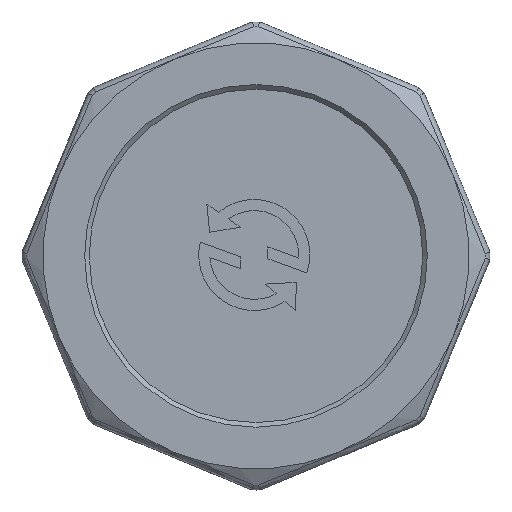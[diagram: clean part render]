
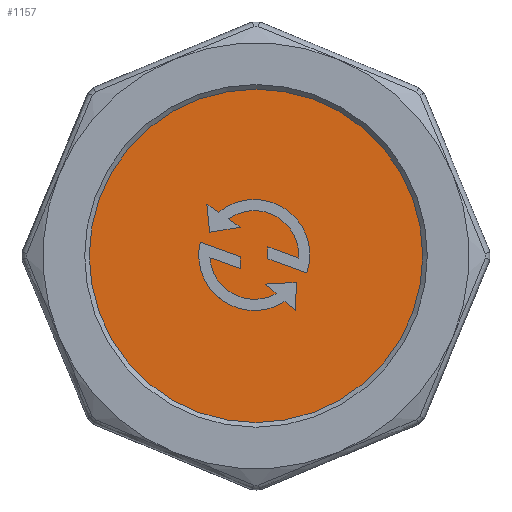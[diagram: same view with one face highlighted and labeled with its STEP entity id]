
A CAD part, top view. The second image highlights one B-rep face of the part: STEP entity #1157.
In plain terms, the highlighted planar face has unit normal (0, 0, 1).
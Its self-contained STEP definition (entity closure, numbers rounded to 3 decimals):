
#21=FACE_BOUND('',#345,.T.);
#22=FACE_BOUND('',#346,.T.);
#55=PLANE('',#1259);
#71=LINE('',#2579,#133);
#75=LINE('',#2587,#137);
#78=LINE('',#2593,#140);
#82=LINE('',#2605,#144);
#85=LINE('',#2611,#147);
#88=LINE('',#2617,#150);
#92=LINE('',#2628,#154);
#94=LINE('',#2634,#156);
#98=LINE('',#2642,#160);
#101=LINE('',#2648,#163);
#105=LINE('',#2660,#167);
#108=LINE('',#2666,#170);
#111=LINE('',#2672,#173);
#114=LINE('',#2678,#176);
#133=VECTOR('',#1409,3.336);
#137=VECTOR('',#1415,3.054);
#140=VECTOR('',#1420,1.556);
#144=VECTOR('',#1432,4.476);
#147=VECTOR('',#1437,1.287);
#150=VECTOR('',#1442,3.52);
#154=VECTOR('',#1454,1.555);
#156=VECTOR('',#1460,4.613);
#160=VECTOR('',#1466,1.287);
#163=VECTOR('',#1471,3.489);
#167=VECTOR('',#1483,1.563);
#170=VECTOR('',#1488,3.336);
#173=VECTOR('',#1493,3.054);
#176=VECTOR('',#1498,1.549);
#273=FACE_OUTER_BOUND('',#344,.T.);
#344=EDGE_LOOP('',(#1006));
#345=EDGE_LOOP('',(#1007,#1008,#1009,#1010,#1011,#1012,#1013,#1014,#1015));
#346=EDGE_LOOP('',(#1016,#1017,#1018,#1019,#1020,#1021,#1022,#1023,#1024));
#450=CIRCLE('',#1235,6.001);
#452=CIRCLE('',#1241,4.792);
#454=CIRCLE('',#1249,4.792);
#456=CIRCLE('',#1256,6.001);
#458=CIRCLE('',#1260,18.);
#533=VERTEX_POINT('',#2577);
#534=VERTEX_POINT('',#2578);
#537=VERTEX_POINT('',#2586);
#539=VERTEX_POINT('',#2592);
#541=VERTEX_POINT('',#2598);
#543=VERTEX_POINT('',#2604);
#545=VERTEX_POINT('',#2610);
#547=VERTEX_POINT('',#2616);
#549=VERTEX_POINT('',#2622);
#551=VERTEX_POINT('',#2632);
#552=VERTEX_POINT('',#2633);
#555=VERTEX_POINT('',#2641);
#557=VERTEX_POINT('',#2647);
#559=VERTEX_POINT('',#2653);
#561=VERTEX_POINT('',#2659);
#563=VERTEX_POINT('',#2665);
#565=VERTEX_POINT('',#2671);
#567=VERTEX_POINT('',#2677);
#569=VERTEX_POINT('',#2687);
#679=EDGE_CURVE('',#533,#534,#71,.T.);
#683=EDGE_CURVE('',#534,#537,#75,.T.);
#686=EDGE_CURVE('',#537,#539,#78,.T.);
#689=EDGE_CURVE('',#539,#541,#450,.T.);
#692=EDGE_CURVE('',#541,#543,#82,.T.);
#695=EDGE_CURVE('',#543,#545,#85,.T.);
#698=EDGE_CURVE('',#545,#547,#88,.T.);
#701=EDGE_CURVE('',#547,#549,#452,.T.);
#704=EDGE_CURVE('',#549,#533,#92,.T.);
#706=EDGE_CURVE('',#551,#552,#94,.T.);
#710=EDGE_CURVE('',#552,#555,#98,.T.);
#713=EDGE_CURVE('',#555,#557,#101,.T.);
#716=EDGE_CURVE('',#557,#559,#454,.T.);
#719=EDGE_CURVE('',#559,#561,#105,.T.);
#722=EDGE_CURVE('',#561,#563,#108,.T.);
#725=EDGE_CURVE('',#563,#565,#111,.T.);
#728=EDGE_CURVE('',#565,#567,#114,.T.);
#731=EDGE_CURVE('',#567,#551,#456,.T.);
#733=EDGE_CURVE('',#569,#569,#458,.T.);
#1006=ORIENTED_EDGE('',*,*,#733,.F.);
#1007=ORIENTED_EDGE('',*,*,#679,.T.);
#1008=ORIENTED_EDGE('',*,*,#683,.T.);
#1009=ORIENTED_EDGE('',*,*,#686,.T.);
#1010=ORIENTED_EDGE('',*,*,#689,.T.);
#1011=ORIENTED_EDGE('',*,*,#692,.T.);
#1012=ORIENTED_EDGE('',*,*,#695,.T.);
#1013=ORIENTED_EDGE('',*,*,#698,.T.);
#1014=ORIENTED_EDGE('',*,*,#701,.T.);
#1015=ORIENTED_EDGE('',*,*,#704,.T.);
#1016=ORIENTED_EDGE('',*,*,#706,.T.);
#1017=ORIENTED_EDGE('',*,*,#710,.T.);
#1018=ORIENTED_EDGE('',*,*,#713,.T.);
#1019=ORIENTED_EDGE('',*,*,#716,.T.);
#1020=ORIENTED_EDGE('',*,*,#719,.T.);
#1021=ORIENTED_EDGE('',*,*,#722,.T.);
#1022=ORIENTED_EDGE('',*,*,#725,.T.);
#1023=ORIENTED_EDGE('',*,*,#728,.T.);
#1024=ORIENTED_EDGE('',*,*,#731,.T.);
#1157=ADVANCED_FACE('',(#273,#21,#22),#55,.F.);
#1235=AXIS2_PLACEMENT_3D('',#2599,#1425,#1426);
#1241=AXIS2_PLACEMENT_3D('',#2623,#1447,#1448);
#1249=AXIS2_PLACEMENT_3D('',#2654,#1476,#1477);
#1256=AXIS2_PLACEMENT_3D('',#2683,#1503,#1504);
#1259=AXIS2_PLACEMENT_3D('',#2686,#1509,#1510);
#1260=AXIS2_PLACEMENT_3D('',#2688,#1511,#1512);
#1409=DIRECTION('',(-0.986,-0.166,0.));
#1415=DIRECTION('',(-0.104,0.995,0.));
#1420=DIRECTION('',(0.824,-0.567,0.));
#1425=DIRECTION('center_axis',(0.,0.,-1.));
#1426=DIRECTION('ref_axis',(0.946,-0.323,0.));
#1432=DIRECTION('',(-0.94,0.342,0.));
#1437=DIRECTION('',(0.,1.,0.));
#1442=DIRECTION('',(0.94,-0.342,0.));
#1447=DIRECTION('center_axis',(0.,0.,1.));
#1448=DIRECTION('ref_axis',(-0.998,0.068,0.));
#1454=DIRECTION('',(0.824,-0.567,0.));
#1460=DIRECTION('',(0.94,-0.342,0.));
#1466=DIRECTION('',(0.,-1.,0.));
#1471=DIRECTION('',(-0.94,0.342,0.));
#1476=DIRECTION('center_axis',(0.,0.,1.));
#1477=DIRECTION('ref_axis',(0.998,0.06,0.));
#1483=DIRECTION('',(-0.754,0.656,0.));
#1488=DIRECTION('',(0.999,0.054,0.));
#1493=DIRECTION('',(-0.009,-1.,0.));
#1498=DIRECTION('',(-0.754,0.656,0.));
#1503=DIRECTION('center_axis',(0.,0.,-1.));
#1504=DIRECTION('ref_axis',(-0.973,0.23,0.));
#1509=DIRECTION('center_axis',(0.,0.,-1.));
#1510=DIRECTION('ref_axis',(-1.,0.,0.));
#1511=DIRECTION('center_axis',(0.,0.,-1.));
#1512=DIRECTION('ref_axis',(1.,0.,0.));
#2577=CARTESIAN_POINT('',(-1.706,3.097,17.5));
#2578=CARTESIAN_POINT('',(-4.996,2.542,17.5));
#2579=CARTESIAN_POINT('',(-2.775,2.917,17.5));
#2586=CARTESIAN_POINT('',(-5.312,5.58,17.5));
#2587=CARTESIAN_POINT('',(-4.996,2.546,17.5));
#2592=CARTESIAN_POINT('',(-4.031,4.698,17.5));
#2593=CARTESIAN_POINT('',(-1.567,3.001,17.5));
#2598=CARTESIAN_POINT('',(5.495,-1.848,17.5));
#2599=CARTESIAN_POINT('Origin',(-0.184,0.092,17.5));
#2604=CARTESIAN_POINT('',(1.289,-0.317,17.5));
#2605=CARTESIAN_POINT('',(0.669,-0.092,17.5));
#2610=CARTESIAN_POINT('',(1.289,0.97,17.5));
#2611=CARTESIAN_POINT('',(1.289,0.485,17.5));
#2616=CARTESIAN_POINT('',(4.597,-0.234,17.5));
#2617=CARTESIAN_POINT('',(2.53,0.518,17.5));
#2622=CARTESIAN_POINT('',(-2.986,3.979,17.5));
#2623=CARTESIAN_POINT('Origin',(-0.184,0.092,17.5));
#2628=CARTESIAN_POINT('',(-0.404,2.2,17.5));
#2632=CARTESIAN_POINT('',(-6.024,1.474,17.5));
#2633=CARTESIAN_POINT('',(-1.689,-0.103,17.5));
#2634=CARTESIAN_POINT('',(-0.96,-0.369,17.5));
#2641=CARTESIAN_POINT('',(-1.689,-1.39,17.5));
#2642=CARTESIAN_POINT('',(-1.689,-0.695,17.5));
#2647=CARTESIAN_POINT('',(-4.967,-0.197,17.5));
#2648=CARTESIAN_POINT('',(-2.806,-0.984,17.5));
#2653=CARTESIAN_POINT('',(2.178,-4.077,17.5));
#2654=CARTESIAN_POINT('Origin',(-0.184,0.092,17.5));
#2659=CARTESIAN_POINT('',(0.999,-3.051,17.5));
#2660=CARTESIAN_POINT('',(-0.041,-2.147,17.5));
#2665=CARTESIAN_POINT('',(4.33,-2.872,17.5));
#2666=CARTESIAN_POINT('',(2.249,-2.984,17.5));
#2671=CARTESIAN_POINT('',(4.302,-5.925,17.5));
#2672=CARTESIAN_POINT('',(4.329,-2.983,17.5));
#2677=CARTESIAN_POINT('',(3.134,-4.909,17.5));
#2678=CARTESIAN_POINT('',(1.027,-3.075,17.5));
#2683=CARTESIAN_POINT('Origin',(-0.184,0.092,17.5));
#2686=CARTESIAN_POINT('Origin',(0.,0.,17.5));
#2687=CARTESIAN_POINT('',(0.,-18.,17.5));
#2688=CARTESIAN_POINT('Origin',(0.,0.,17.5));
